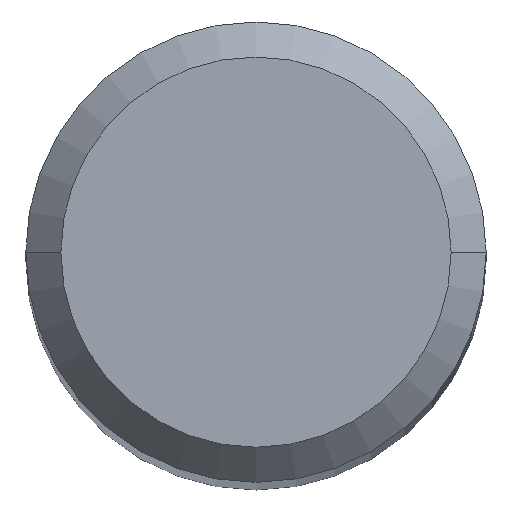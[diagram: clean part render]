
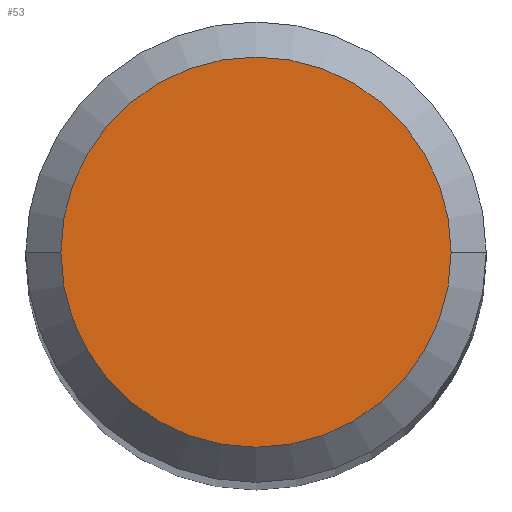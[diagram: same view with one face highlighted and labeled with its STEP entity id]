
A CAD part, top view. The second image highlights one B-rep face of the part: STEP entity #53.
In plain terms, the highlighted planar face has unit normal (0, 0, 1).
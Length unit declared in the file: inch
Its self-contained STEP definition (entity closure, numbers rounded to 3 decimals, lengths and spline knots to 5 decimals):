
#16 = EDGE_LOOP ( 'NONE', ( #183, #175 ) ) ;
#30 = AXIS2_PLACEMENT_3D ( 'NONE', #231, #39, #151 ) ;
#37 = CARTESIAN_POINT ( 'NONE',  ( 0., 0., 1.9685 ) ) ;
#39 = DIRECTION ( 'NONE',  ( 0., 0., 1. ) ) ;
#53 = ADVANCED_FACE ( 'NONE', ( #117 ), #115, .T. ) ;
#57 = CIRCLE ( 'NONE', #180, 0.08342 ) ;
#79 = VERTEX_POINT ( 'NONE', #171 ) ;
#96 = VERTEX_POINT ( 'NONE', #207 ) ;
#115 = PLANE ( 'NONE',  #30 ) ;
#116 = DIRECTION ( 'NONE',  ( 0., 0., 1. ) ) ;
#117 = FACE_OUTER_BOUND ( 'NONE', #16, .T. ) ;
#138 = DIRECTION ( 'NONE',  ( 1., 0., 0. ) ) ;
#147 = AXIS2_PLACEMENT_3D ( 'NONE', #237, #163, #222 ) ;
#151 = DIRECTION ( 'NONE',  ( 1., 0., 0. ) ) ;
#163 = DIRECTION ( 'NONE',  ( 0., 0., 1. ) ) ;
#171 = CARTESIAN_POINT ( 'NONE',  ( -0.08342, 0., 1.9685 ) ) ;
#172 = CIRCLE ( 'NONE', #147, 0.08342 ) ;
#175 = ORIENTED_EDGE ( 'NONE', *, *, #223, .T. ) ;
#176 = EDGE_CURVE ( 'NONE', #79, #96, #57, .T. ) ;
#180 = AXIS2_PLACEMENT_3D ( 'NONE', #37, #116, #138 ) ;
#183 = ORIENTED_EDGE ( 'NONE', *, *, #176, .T. ) ;
#207 = CARTESIAN_POINT ( 'NONE',  ( 0.08342, 0., 1.9685 ) ) ;
#222 = DIRECTION ( 'NONE',  ( 1., 0., 0. ) ) ;
#223 = EDGE_CURVE ( 'NONE', #96, #79, #172, .T. ) ;
#231 = CARTESIAN_POINT ( 'NONE',  ( 0., 0., 1.9685 ) ) ;
#237 = CARTESIAN_POINT ( 'NONE',  ( 0., 0., 1.9685 ) ) ;
